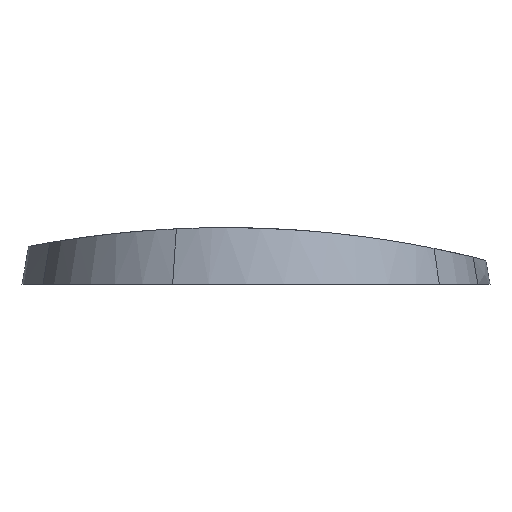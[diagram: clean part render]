
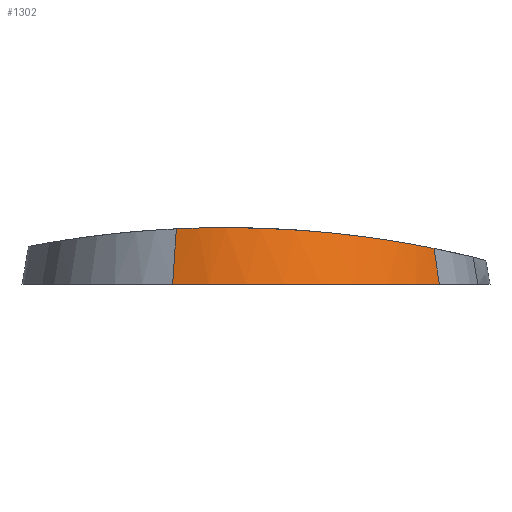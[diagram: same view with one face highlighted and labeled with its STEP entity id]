
A CAD part, left-side view. The second image highlights one B-rep face of the part: STEP entity #1302.
In plain terms, the highlighted conical face has half-angle 10 degrees and reference radius 12.5 mm.
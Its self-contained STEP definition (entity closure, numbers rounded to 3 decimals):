
#20=CONICAL_SURFACE('',#1398,12.5,0.175);
#59=CIRCLE('',#1399,12.5);
#152=FACE_OUTER_BOUND('',#225,.T.);
#225=EDGE_LOOP('',(#1069,#1070,#1071,#1072,#1073));
#318=B_SPLINE_CURVE_WITH_KNOTS('',3,(#2850,#2851,#2852,#2853,#2854,#2855,
#2856,#2857,#2858,#2859),.UNSPECIFIED.,.F.,.F.,(4,2,2,2,4),(5.284,
5.452,5.908,6.364,6.612),
 .UNSPECIFIED.);
#319=B_SPLINE_CURVE_WITH_KNOTS('',3,(#2860,#2861,#2862,#2863),
 .UNSPECIFIED.,.F.,.F.,(4,4),(5.003,5.284),
 .UNSPECIFIED.);
#398=LINE('',#2833,#480);
#399=LINE('',#2848,#481);
#480=VECTOR('',#1569,10.);
#481=VECTOR('',#1574,10.);
#607=VERTEX_POINT('',#2831);
#608=VERTEX_POINT('',#2832);
#609=VERTEX_POINT('',#2846);
#610=VERTEX_POINT('',#2847);
#611=VERTEX_POINT('',#2849);
#777=EDGE_CURVE('',#607,#608,#398,.T.);
#780=EDGE_CURVE('',#609,#610,#399,.T.);
#781=EDGE_CURVE('',#611,#609,#318,.T.);
#782=EDGE_CURVE('',#607,#611,#319,.T.);
#783=EDGE_CURVE('',#608,#610,#59,.T.);
#1069=ORIENTED_EDGE('',*,*,#780,.F.);
#1070=ORIENTED_EDGE('',*,*,#781,.F.);
#1071=ORIENTED_EDGE('',*,*,#782,.F.);
#1072=ORIENTED_EDGE('',*,*,#777,.T.);
#1073=ORIENTED_EDGE('',*,*,#783,.T.);
#1302=ADVANCED_FACE('',(#152),#20,.T.);
#1398=AXIS2_PLACEMENT_3D('',#2845,#1572,#1573);
#1399=AXIS2_PLACEMENT_3D('',#2864,#1575,#1576);
#1569=DIRECTION('',(-0.16,0.066,-0.985));
#1572=DIRECTION('center_axis',(0.,0.,-1.));
#1573=DIRECTION('ref_axis',(-0.924,0.382,0.));
#1574=DIRECTION('',(-0.094,-0.146,-0.985));
#1575=DIRECTION('center_axis',(0.,0.,1.));
#1576=DIRECTION('ref_axis',(-0.924,0.382,0.));
#2831=CARTESIAN_POINT('',(1.467,-8.928,4.932));
#2832=CARTESIAN_POINT('',(0.949,-8.714,1.75));
#2833=CARTESIAN_POINT('',(1.479,-8.933,5.));
#2845=CARTESIAN_POINT('Origin',(12.5,-13.491,1.75));
#2846=CARTESIAN_POINT('',(5.927,-23.695,3.806));
#2847=CARTESIAN_POINT('',(5.731,-24.,1.75));
#2848=CARTESIAN_POINT('',(6.041,-23.518,5.));
#2849=CARTESIAN_POINT('',(0.696,-11.785,5.));
#2850=CARTESIAN_POINT('Ctrl Pts',(0.696,-11.785,5.));
#2851=CARTESIAN_POINT('Ctrl Pts',(0.613,-12.36,5.));
#2852=CARTESIAN_POINT('Ctrl Pts',(0.572,-12.933,4.992));
#2853=CARTESIAN_POINT('Ctrl Pts',(0.561,-15.011,4.933));
#2854=CARTESIAN_POINT('Ctrl Pts',(0.85,-16.632,4.823));
#2855=CARTESIAN_POINT('Ctrl Pts',(2.042,-19.619,4.505));
#2856=CARTESIAN_POINT('Ctrl Pts',(2.944,-20.986,4.301));
#2857=CARTESIAN_POINT('Ctrl Pts',(4.561,-22.662,4.009));
#2858=CARTESIAN_POINT('Ctrl Pts',(5.213,-23.214,3.903));
#2859=CARTESIAN_POINT('Ctrl Pts',(5.927,-23.695,3.806));
#2860=CARTESIAN_POINT('Ctrl Pts',(1.467,-8.928,4.932));
#2861=CARTESIAN_POINT('Ctrl Pts',(1.094,-9.851,4.976));
#2862=CARTESIAN_POINT('Ctrl Pts',(0.835,-10.821,5.));
#2863=CARTESIAN_POINT('Ctrl Pts',(0.696,-11.785,5.));
#2864=CARTESIAN_POINT('Origin',(12.5,-13.491,1.75));
